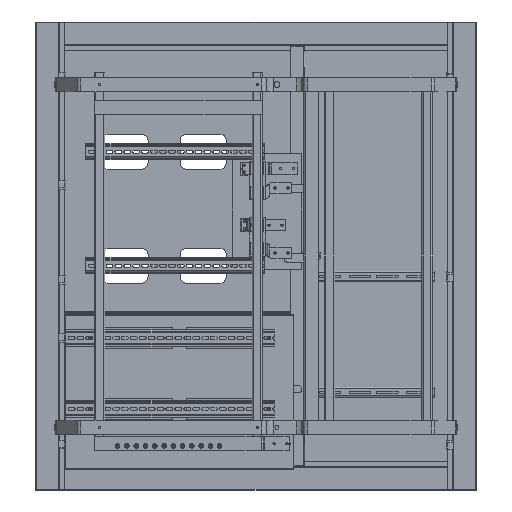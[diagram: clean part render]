
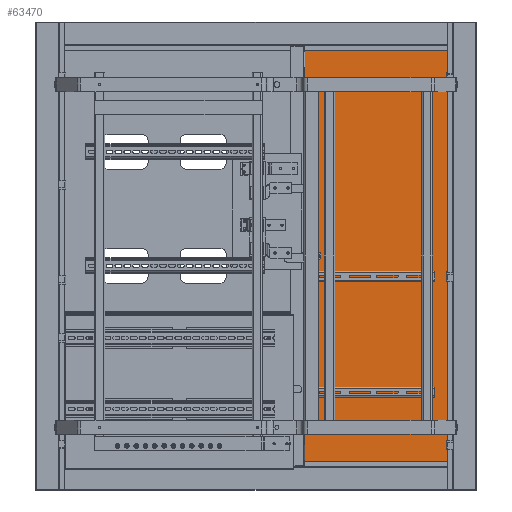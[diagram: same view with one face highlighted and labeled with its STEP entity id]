
A CAD part, left-side view. The second image highlights one B-rep face of the part: STEP entity #63470.
In plain terms, the highlighted face is planar.
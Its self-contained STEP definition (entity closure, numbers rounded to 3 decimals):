
#3 = EDGE_CURVE ( 'NONE', #45069, #23007, #27920, .T. ) ;
#818 = EDGE_LOOP ( 'NONE', ( #22224, #46065, #52517, #43386 ) ) ;
#1696 = EDGE_CURVE ( 'NONE', #8452, #5564, #64275, .T. ) ;
#1813 = VECTOR ( 'NONE', #51109, 1000. ) ;
#2360 = EDGE_CURVE ( 'NONE', #42430, #23725, #44254, .T. ) ;
#2779 = AXIS2_PLACEMENT_3D ( 'NONE', #12547, #16555, #27439 ) ;
#3010 = CARTESIAN_POINT ( 'NONE',  ( -122., 455.149, -1. ) ) ;
#4167 = CARTESIAN_POINT ( 'NONE',  ( 161.7, 900.7, -1. ) ) ;
#5564 = VERTEX_POINT ( 'NONE', #55274 ) ;
#8452 = VERTEX_POINT ( 'NONE', #13443 ) ;
#9286 = AXIS2_PLACEMENT_3D ( 'NONE', #50461, #21018, #55431 ) ;
#9940 = EDGE_CURVE ( 'NONE', #5564, #45069, #17352, .T. ) ;
#11789 = CARTESIAN_POINT ( 'NONE',  ( -122., 447.851, -1. ) ) ;
#12547 = CARTESIAN_POINT ( 'NONE',  ( -130.5, 451.5, -1. ) ) ;
#12697 = CARTESIAN_POINT ( 'NONE',  ( 161.7, 2.3, -1. ) ) ;
#13038 = CARTESIAN_POINT ( 'NONE',  ( -161.7, 2.3, -1. ) ) ;
#13443 = CARTESIAN_POINT ( 'NONE',  ( -161.7, 900.7, -1. ) ) ;
#13593 = ORIENTED_EDGE ( 'NONE', *, *, #35602, .F. ) ;
#16555 = DIRECTION ( 'NONE',  ( 0., 0., 1. ) ) ;
#17352 = LINE ( 'NONE', #13038, #38304 ) ;
#18892 = DIRECTION ( 'NONE',  ( 0., -1., 0. ) ) ;
#21018 = DIRECTION ( 'NONE',  ( 0., 0., 1. ) ) ;
#21728 = LINE ( 'NONE', #60755, #45323 ) ;
#22224 = ORIENTED_EDGE ( 'NONE', *, *, #64443, .T. ) ;
#22472 = VERTEX_POINT ( 'NONE', #59136 ) ;
#23007 = VERTEX_POINT ( 'NONE', #4167 ) ;
#23725 = VERTEX_POINT ( 'NONE', #11789 ) ;
#24643 = FACE_OUTER_BOUND ( 'NONE', #64912, .T. ) ;
#26541 = CARTESIAN_POINT ( 'NONE',  ( -122., 455.149, -1. ) ) ;
#27439 = DIRECTION ( 'NONE',  ( 1., 0., 0. ) ) ;
#27920 = LINE ( 'NONE', #12697, #28791 ) ;
#28256 = DIRECTION ( 'NONE',  ( 1., 0., 0. ) ) ;
#28791 = VECTOR ( 'NONE', #48739, 1000. ) ;
#29333 = VERTEX_POINT ( 'NONE', #3010 ) ;
#30268 = FACE_BOUND ( 'NONE', #818, .T. ) ;
#30899 = CARTESIAN_POINT ( 'NONE',  ( 164., 900.7, -1. ) ) ;
#31269 = CIRCLE ( 'NONE', #2779, 9.25 ) ;
#32978 = EDGE_CURVE ( 'NONE', #23725, #29333, #51726, .T. ) ;
#33523 = EDGE_CURVE ( 'NONE', #29333, #22472, #31269, .T. ) ;
#34877 = VECTOR ( 'NONE', #18892, 1000. ) ;
#35602 = EDGE_CURVE ( 'NONE', #23007, #8452, #56081, .T. ) ;
#37156 = CARTESIAN_POINT ( 'NONE',  ( -139., 447.851, -1. ) ) ;
#38304 = VECTOR ( 'NONE', #28256, 1000. ) ;
#41795 = ORIENTED_EDGE ( 'NONE', *, *, #1696, .F. ) ;
#42274 = DIRECTION ( 'NONE',  ( 1., 0., 0. ) ) ;
#42430 = VERTEX_POINT ( 'NONE', #37156 ) ;
#43386 = ORIENTED_EDGE ( 'NONE', *, *, #33523, .T. ) ;
#44254 = CIRCLE ( 'NONE', #52756, 9.25 ) ;
#45069 = VERTEX_POINT ( 'NONE', #62884 ) ;
#45176 = DIRECTION ( 'NONE',  ( 0., -1., 0. ) ) ;
#45323 = VECTOR ( 'NONE', #45176, 1000. ) ;
#46065 = ORIENTED_EDGE ( 'NONE', *, *, #2360, .T. ) ;
#47042 = VECTOR ( 'NONE', #60330, 1000. ) ;
#48739 = DIRECTION ( 'NONE',  ( 0., 1., 0. ) ) ;
#50292 = ORIENTED_EDGE ( 'NONE', *, *, #9940, .F. ) ;
#50461 = CARTESIAN_POINT ( 'NONE',  ( 0., 0., -1. ) ) ;
#51109 = DIRECTION ( 'NONE',  ( -1., 0., 0. ) ) ;
#51726 = LINE ( 'NONE', #26541, #47042 ) ;
#52517 = ORIENTED_EDGE ( 'NONE', *, *, #32978, .T. ) ;
#52756 = AXIS2_PLACEMENT_3D ( 'NONE', #63150, #62819, #42274 ) ;
#53982 = CARTESIAN_POINT ( 'NONE',  ( -161.7, 903., -1. ) ) ;
#55274 = CARTESIAN_POINT ( 'NONE',  ( -161.7, 2.3, -1. ) ) ;
#55431 = DIRECTION ( 'NONE',  ( 1., 0., 0. ) ) ;
#55972 = ORIENTED_EDGE ( 'NONE', *, *, #3, .F. ) ;
#56081 = LINE ( 'NONE', #30899, #1813 ) ;
#59136 = CARTESIAN_POINT ( 'NONE',  ( -139., 455.149, -1. ) ) ;
#60077 = PLANE ( 'NONE',  #9286 ) ;
#60330 = DIRECTION ( 'NONE',  ( 0., 1., 0. ) ) ;
#60755 = CARTESIAN_POINT ( 'NONE',  ( -139., 455.149, -1. ) ) ;
#62819 = DIRECTION ( 'NONE',  ( 0., 0., 1. ) ) ;
#62884 = CARTESIAN_POINT ( 'NONE',  ( 161.7, 2.3, -1. ) ) ;
#63150 = CARTESIAN_POINT ( 'NONE',  ( -130.5, 451.5, -1. ) ) ;
#63470 = ADVANCED_FACE ( 'NONE', ( #30268, #24643 ), #60077, .F. ) ;
#64275 = LINE ( 'NONE', #53982, #34877 ) ;
#64443 = EDGE_CURVE ( 'NONE', #22472, #42430, #21728, .T. ) ;
#64912 = EDGE_LOOP ( 'NONE', ( #55972, #50292, #41795, #13593 ) ) ;
